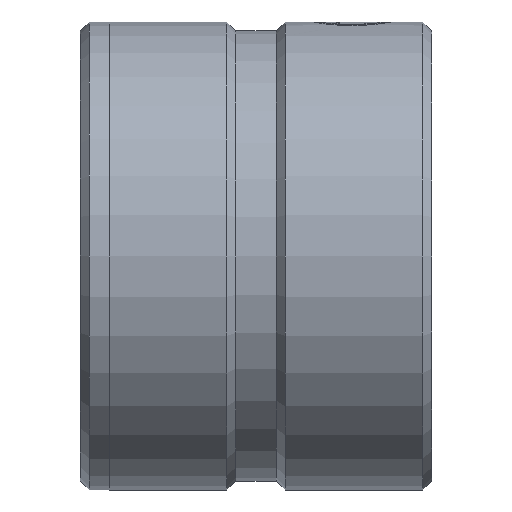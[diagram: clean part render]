
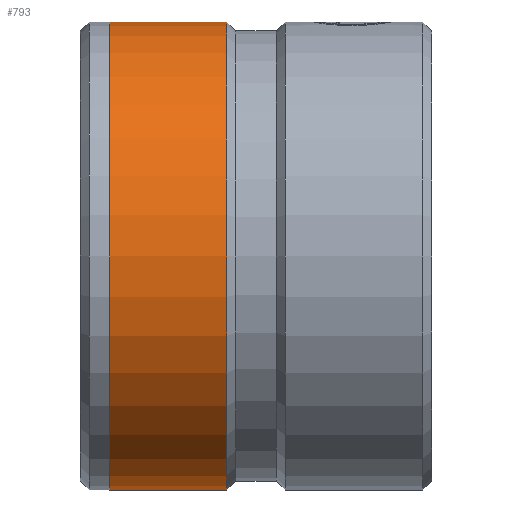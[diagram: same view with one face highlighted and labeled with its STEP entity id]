
A CAD part, left-side view. The second image highlights one B-rep face of the part: STEP entity #793.
In plain terms, the highlighted cylindrical face has radius 40 mm (diameter 80 mm), a partial arc.
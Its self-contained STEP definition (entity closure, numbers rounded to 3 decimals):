
#25 = DIRECTION ( 'NONE',  ( 0., 0., -1. ) ) ;
#142 = ORIENTED_EDGE ( 'NONE', *, *, #634, .F. ) ;
#146 = CIRCLE ( 'NONE', #956, 40. ) ;
#179 = CARTESIAN_POINT ( 'NONE',  ( 0., 55., 40. ) ) ;
#197 = EDGE_CURVE ( 'NONE', #1275, #579, #419, .T. ) ;
#258 = CARTESIAN_POINT ( 'NONE',  ( 0., 55., -40. ) ) ;
#353 = CARTESIAN_POINT ( 'NONE',  ( 0., 35., 40. ) ) ;
#357 = EDGE_LOOP ( 'NONE', ( #1329, #980, #830, #142 ) ) ;
#389 = VECTOR ( 'NONE', #1297, 1000. ) ;
#419 = CIRCLE ( 'NONE', #645, 40. ) ;
#513 = VERTEX_POINT ( 'NONE', #1488 ) ;
#542 = FACE_OUTER_BOUND ( 'NONE', #357, .T. ) ;
#555 = DIRECTION ( 'NONE',  ( 0., 0., -1. ) ) ;
#579 = VERTEX_POINT ( 'NONE', #258 ) ;
#581 = CARTESIAN_POINT ( 'NONE',  ( 0., 0., 40. ) ) ;
#607 = DIRECTION ( 'NONE',  ( 0., -1., 0. ) ) ;
#628 = CARTESIAN_POINT ( 'NONE',  ( 0., 35., 0. ) ) ;
#634 = EDGE_CURVE ( 'NONE', #735, #513, #146, .T. ) ;
#645 = AXIS2_PLACEMENT_3D ( 'NONE', #1566, #790, #25 ) ;
#681 = CARTESIAN_POINT ( 'NONE',  ( 0., 0., 0. ) ) ;
#735 = VERTEX_POINT ( 'NONE', #353 ) ;
#751 = AXIS2_PLACEMENT_3D ( 'NONE', #681, #1574, #555 ) ;
#790 = DIRECTION ( 'NONE',  ( 0., -1., 0. ) ) ;
#793 = ADVANCED_FACE ( 'NONE', ( #542 ), #842, .T. ) ;
#830 = ORIENTED_EDGE ( 'NONE', *, *, #1561, .T. ) ;
#842 = CYLINDRICAL_SURFACE ( 'NONE', #751, 40. ) ;
#863 = VECTOR ( 'NONE', #1603, 1000. ) ;
#956 = AXIS2_PLACEMENT_3D ( 'NONE', #628, #607, #1497 ) ;
#980 = ORIENTED_EDGE ( 'NONE', *, *, #197, .T. ) ;
#1134 = EDGE_CURVE ( 'NONE', #1275, #735, #1537, .T. ) ;
#1163 = CARTESIAN_POINT ( 'NONE',  ( 0., 0., -40. ) ) ;
#1275 = VERTEX_POINT ( 'NONE', #179 ) ;
#1297 = DIRECTION ( 'NONE',  ( 0., -1., 0. ) ) ;
#1329 = ORIENTED_EDGE ( 'NONE', *, *, #1134, .F. ) ;
#1420 = LINE ( 'NONE', #1163, #389 ) ;
#1488 = CARTESIAN_POINT ( 'NONE',  ( 0., 35., -40. ) ) ;
#1497 = DIRECTION ( 'NONE',  ( 0., 0., -1. ) ) ;
#1537 = LINE ( 'NONE', #581, #863 ) ;
#1561 = EDGE_CURVE ( 'NONE', #579, #513, #1420, .T. ) ;
#1566 = CARTESIAN_POINT ( 'NONE',  ( 0., 55., 0. ) ) ;
#1574 = DIRECTION ( 'NONE',  ( 0., -1., 0. ) ) ;
#1603 = DIRECTION ( 'NONE',  ( 0., -1., 0. ) ) ;
